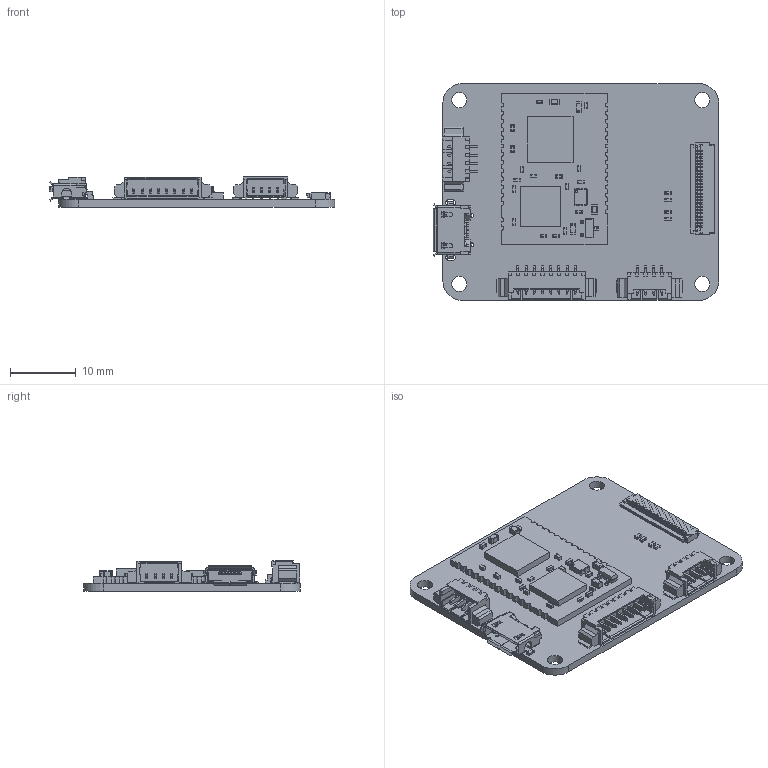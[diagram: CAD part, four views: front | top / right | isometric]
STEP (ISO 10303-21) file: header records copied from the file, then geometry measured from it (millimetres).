
FILE_DESCRIPTION((''),'2;1');
FILE_NAME('','',(''),( ''),'','' ,'');
FILE_SCHEMA(('AUTOMOTIVE_DESIGN { 1 0 10303 214 1 1 1 1 }'));
Length unit declared in the file: millimetre
Products named in the file (68): PCB; Board; R2; RESC1005X40N_EIA_0402; J1; 629105150921; 629105150921_Housing; 629105150921_Pin; 629105150921_Shielding; R4; R3; R1; A4_J2; 532610471_1; A4_J1; 532610871; Open CASCADE STEP translator 6.8 1.8.1.1; Open CASCADE STEP translator 6.8 1.8.1.2; P1; 653104131822; 6531xx131822_PIN; 6531xx131822_PIN_FLANGE; M1; SCF4-M; C7; CAPC1005X56N_EIA_0402; U9; 1187224368; Extruded; C3; C8; C5; C4; U1; 1187239736; C18; C11; CAPC1608X92N_EIA_0603; R6; U2 ...
Assembly tree (120 placements, depth 6):
  PCB
    Board
    R2
      RESC1005X40N_EIA_0402
    J1
      629105150921
        629105150921_Housing
        629105150921_Pin  x5
        629105150921_Shielding
    R4
      RESC1005X40N_EIA_0402
    R3
      RESC1005X40N_EIA_0402
    R1
      RESC1005X40N_EIA_0402
    A4_J2
      532610471_1
    A4_J1
      532610871
        Open CASCADE STEP translator 6.8 1.8.1.1
        Open CASCADE STEP translator 6.8 1.8.1.2
    P1
      653104131822
        653104131822
        6531xx131822_PIN  x4
        6531xx131822_PIN_FLANGE  x2
    M1
      SCF4-M
        Board
        C7
          CAPC1005X56N_EIA_0402
        U9
          1187224368
            Extruded
        R2
          RESC1005X40N_EIA_0402
        R1
          RESC1005X40N_EIA_0402
        C3
          CAPC1005X56N_EIA_0402
        C8
          CAPC1005X56N_EIA_0402
        C5
          CAPC1005X56N_EIA_0402
        C4
          CAPC1005X56N_EIA_0402
        U1
          1187239736
            Extruded
        C18
          CAPC1005X56N_EIA_0402
        C11
          CAPC1608X92N_EIA_0603
        R6
          RESC1005X40N_EIA_0402
        U2
          SOT23-3
        C21
          CAPC1608X92N_EIA_0603
        C2
Bounding box: 43.45 x 33 x 4.64 mm (x, y, z)
Volume: 2357.7 mm3; surface area: 5712.6 mm2
Topology: 76 solids, 76 shells, 3980 faces, 10676 edges, 6634 vertices
Faces by surface type: plane 2742, cylinder 1014, sphere 200, bspline 22, cone 2
Full cylindrical faces by diameter (mm): 1.6 x11, 2.3 x4
Entity records: 80361 total; most frequent: CARTESIAN_POINT 13890, ORIENTED_EDGE 12918, DIRECTION 11908, EDGE_CURVE 6459, LINE 5714, VECTOR 5714, VERTEX_POINT 4194, AXIS2_PLACEMENT_3D 3097
